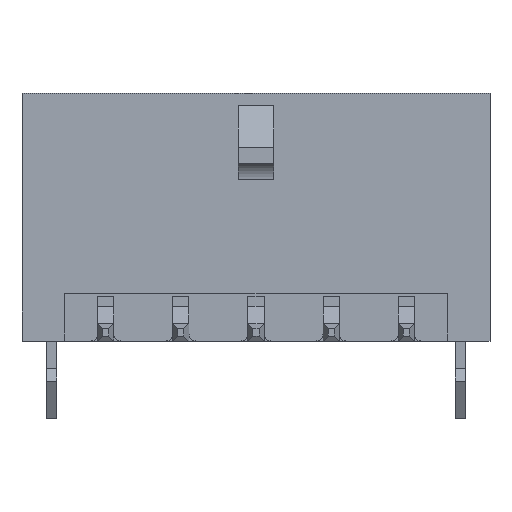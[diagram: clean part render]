
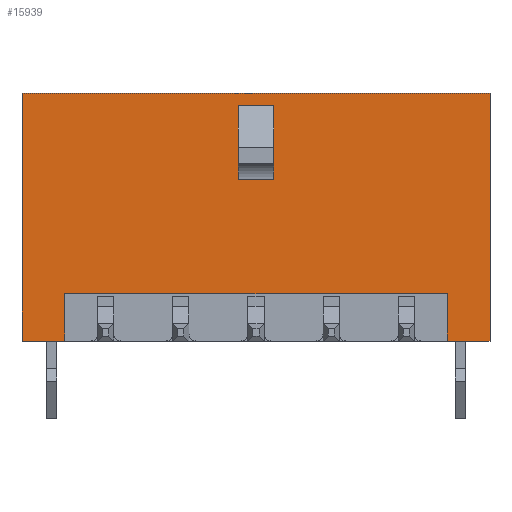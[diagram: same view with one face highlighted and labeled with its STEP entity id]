
A CAD part, front view. The second image highlights one B-rep face of the part: STEP entity #15939.
In plain terms, the highlighted planar face has unit normal (0, -1, 0).
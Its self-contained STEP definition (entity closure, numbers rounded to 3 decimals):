
#1516=ORIENTED_EDGE('',*,*,#4091,.T.);
#1517=ORIENTED_EDGE('',*,*,#4096,.T.);
#1518=ORIENTED_EDGE('',*,*,#4360,.F.);
#1519=ORIENTED_EDGE('',*,*,#4326,.T.);
#1520=ORIENTED_EDGE('',*,*,#4331,.T.);
#1521=ORIENTED_EDGE('',*,*,#4318,.F.);
#1522=ORIENTED_EDGE('',*,*,#4359,.F.);
#1523=ORIENTED_EDGE('',*,*,#4094,.T.);
#1524=ORIENTED_EDGE('',*,*,#4112,.F.);
#1525=ORIENTED_EDGE('',*,*,#4103,.F.);
#1526=ORIENTED_EDGE('',*,*,#4108,.T.);
#1527=ORIENTED_EDGE('',*,*,#4098,.T.);
#4091=EDGE_CURVE('',#5640,#5641,#6760,.T.);
#4094=EDGE_CURVE('',#5642,#5640,#6763,.T.);
#4096=EDGE_CURVE('',#5641,#5643,#6765,.T.);
#4098=EDGE_CURVE('',#5644,#5645,#6767,.T.);
#4103=EDGE_CURVE('',#5649,#5650,#6771,.T.);
#4108=EDGE_CURVE('',#5649,#5644,#6775,.T.);
#4112=EDGE_CURVE('',#5650,#5645,#6779,.T.);
#4318=EDGE_CURVE('',#5766,#5767,#6985,.T.);
#4326=EDGE_CURVE('',#5772,#5771,#6993,.T.);
#4331=EDGE_CURVE('',#5771,#5767,#6998,.T.);
#4359=EDGE_CURVE('',#5642,#5766,#7026,.T.);
#4360=EDGE_CURVE('',#5772,#5643,#7027,.T.);
#5640=VERTEX_POINT('',#21374);
#5641=VERTEX_POINT('',#21375);
#5642=VERTEX_POINT('',#21380);
#5643=VERTEX_POINT('',#21384);
#5644=VERTEX_POINT('',#21388);
#5645=VERTEX_POINT('',#21389);
#5649=VERTEX_POINT('',#21399);
#5650=VERTEX_POINT('',#21400);
#5766=VERTEX_POINT('',#21801);
#5767=VERTEX_POINT('',#21803);
#5771=VERTEX_POINT('',#21815);
#5772=VERTEX_POINT('',#21817);
#6760=LINE('',#21373,#8347);
#6763=LINE('',#21379,#8350);
#6765=LINE('',#21383,#8352);
#6767=LINE('',#21387,#8354);
#6771=LINE('',#21398,#8358);
#6775=LINE('',#21409,#8362);
#6779=LINE('',#21416,#8366);
#6985=LINE('',#21802,#8572);
#6993=LINE('',#21816,#8580);
#6998=LINE('',#21825,#8585);
#7026=LINE('',#21873,#8613);
#7027=LINE('',#21875,#8614);
#8347=VECTOR('',#18041,1000.);
#8350=VECTOR('',#18046,1000.);
#8352=VECTOR('',#18050,1000.);
#8354=VECTOR('',#18054,1000.);
#8358=VECTOR('',#18062,1000.);
#8362=VECTOR('',#18070,1000.);
#8366=VECTOR('',#18080,1000.);
#8572=VECTOR('',#18420,1000.);
#8580=VECTOR('',#18430,1000.);
#8585=VECTOR('',#18437,1000.);
#8613=VECTOR('',#18487,1000.);
#8614=VECTOR('',#18490,1000.);
#9606=EDGE_LOOP('',(#1516,#1517,#1518,#1519,#1520,#1521,#1522,#1523));
#9607=EDGE_LOOP('',(#1524,#1525,#1526,#1527));
#10263=FACE_BOUND('',#9606,.T.);
#10264=FACE_BOUND('',#9607,.T.);
#10877=PLANE('',#16626);
#15939=ADVANCED_FACE('',(#10263,#10264),#10877,.T.);
#16626=AXIS2_PLACEMENT_3D('',#21874,#18488,#18489);
#18041=DIRECTION('',(1.,0.,0.));
#18046=DIRECTION('',(0.,0.,1.));
#18050=DIRECTION('',(0.,0.,-1.));
#18054=DIRECTION('',(0.,0.,1.));
#18062=DIRECTION('',(0.,0.,1.));
#18070=DIRECTION('',(-1.,0.,0.));
#18080=DIRECTION('',(-1.,0.,0.));
#18420=DIRECTION('',(0.,0.,1.));
#18430=DIRECTION('',(0.,0.,1.));
#18437=DIRECTION('',(-1.,0.,0.));
#18487=DIRECTION('',(-1.,0.,0.));
#18488=DIRECTION('',(0.,-1.,0.));
#18489=DIRECTION('',(0.,0.,-1.));
#18490=DIRECTION('',(-1.,0.,0.));
#21373=CARTESIAN_POINT('',(-7.65,-3.43,-3.05));
#21374=CARTESIAN_POINT('',(-7.65,-3.43,-3.05));
#21375=CARTESIAN_POINT('',(7.65,-3.43,-3.05));
#21379=CARTESIAN_POINT('',(-7.65,-3.43,-4.95));
#21380=CARTESIAN_POINT('',(-7.65,-3.43,-4.95));
#21383=CARTESIAN_POINT('',(7.65,-3.43,-3.05));
#21384=CARTESIAN_POINT('',(7.65,-3.43,-4.95));
#21387=CARTESIAN_POINT('',(-0.7,-3.43,1.5));
#21388=CARTESIAN_POINT('',(-0.7,-3.43,1.5));
#21389=CARTESIAN_POINT('',(-0.7,-3.43,4.45));
#21398=CARTESIAN_POINT('',(0.7,-3.43,1.5));
#21399=CARTESIAN_POINT('',(0.7,-3.43,1.5));
#21400=CARTESIAN_POINT('',(0.7,-3.43,4.45));
#21409=CARTESIAN_POINT('',(0.7,-3.43,1.5));
#21416=CARTESIAN_POINT('',(0.7,-3.43,4.45));
#21801=CARTESIAN_POINT('',(-9.35,-3.43,-4.95));
#21802=CARTESIAN_POINT('',(-9.35,-3.43,-4.95));
#21803=CARTESIAN_POINT('',(-9.35,-3.43,4.95));
#21815=CARTESIAN_POINT('',(9.35,-3.43,4.95));
#21816=CARTESIAN_POINT('',(9.35,-3.43,-4.95));
#21817=CARTESIAN_POINT('',(9.35,-3.43,-4.95));
#21825=CARTESIAN_POINT('',(9.35,-3.43,4.95));
#21873=CARTESIAN_POINT('',(9.35,-3.43,-4.95));
#21874=CARTESIAN_POINT('',(9.35,-3.43,-4.95));
#21875=CARTESIAN_POINT('',(9.35,-3.43,-4.95));
